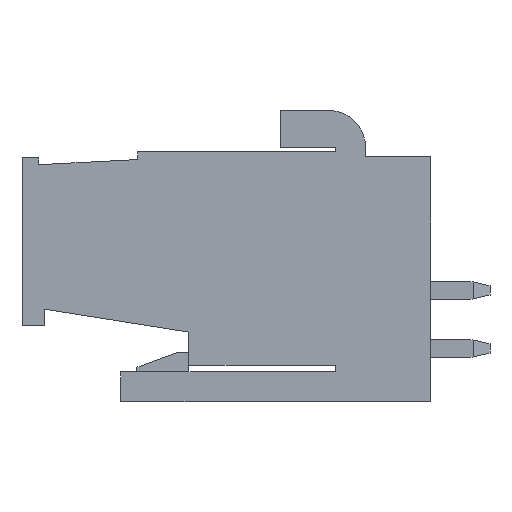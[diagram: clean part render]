
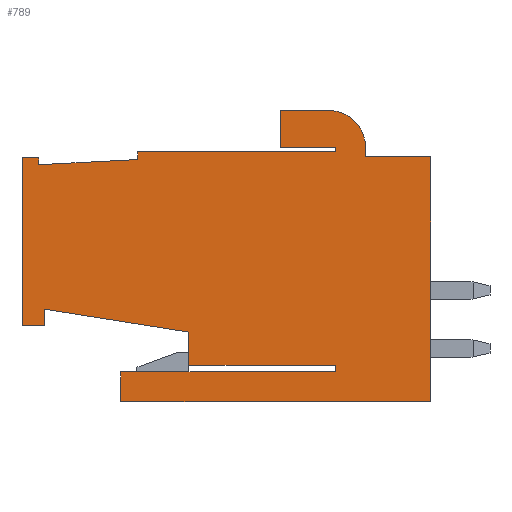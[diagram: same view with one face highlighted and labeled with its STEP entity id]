
A CAD part, left-side view. The second image highlights one B-rep face of the part: STEP entity #789.
In plain terms, the highlighted planar face has unit normal (-1, 0, 0).
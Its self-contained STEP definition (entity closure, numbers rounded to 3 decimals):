
#317=AXIS2_PLACEMENT_3D('Circle Axis2P3D',#315,#316,$) ;
#687=AXIS2_PLACEMENT_3D('Plane Axis2P3D',#684,#685,#686) ;
#40=CARTESIAN_POINT('Vertex',(-14.615,0.,13.2)) ;
#45=CARTESIAN_POINT('Line Origine',(-14.615,-1.755,13.2)) ;
#49=CARTESIAN_POINT('Vertex',(-14.615,-3.51,13.2)) ;
#136=CARTESIAN_POINT('Vertex',(-14.615,0.,13.7)) ;
#139=CARTESIAN_POINT('Line Origine',(-14.615,0.,13.45)) ;
#312=CARTESIAN_POINT('Vertex',(-14.615,2.,15.7)) ;
#315=CARTESIAN_POINT('Axis2P3D Location',(-14.615,2.,13.7)) ;
#343=CARTESIAN_POINT('Vertex',(-14.615,4.6,15.7)) ;
#346=CARTESIAN_POINT('Line Origine',(-14.615,3.3,15.7)) ;
#374=CARTESIAN_POINT('Vertex',(-14.615,4.6,13.7)) ;
#377=CARTESIAN_POINT('Line Origine',(-14.615,4.6,14.7)) ;
#405=CARTESIAN_POINT('Vertex',(-14.615,1.63,13.7)) ;
#408=CARTESIAN_POINT('Line Origine',(-14.615,3.115,13.7)) ;
#438=CARTESIAN_POINT('Vertex',(-14.615,1.63,1.6)) ;
#441=CARTESIAN_POINT('Line Origine',(-14.615,1.63,1.773)) ;
#445=CARTESIAN_POINT('Vertex',(-14.615,1.63,1.947)) ;
#460=CARTESIAN_POINT('Line Origine',(-14.615,1.63,13.588)) ;
#464=CARTESIAN_POINT('Vertex',(-14.615,1.63,13.477)) ;
#502=CARTESIAN_POINT('Vertex',(-14.615,13.2,1.6)) ;
#505=CARTESIAN_POINT('Line Origine',(-14.615,7.415,1.6)) ;
#567=CARTESIAN_POINT('Vertex',(-14.615,13.2,0.)) ;
#570=CARTESIAN_POINT('Line Origine',(-14.615,13.2,0.8)) ;
#591=CARTESIAN_POINT('Vertex',(-14.615,-3.51,0.)) ;
#596=CARTESIAN_POINT('Line Origine',(-14.615,4.845,0.)) ;
#650=CARTESIAN_POINT('Line Origine',(-14.615,-3.51,6.6)) ;
#684=CARTESIAN_POINT('Axis2P3D Location',(-14.615,0.,0.)) ;
#689=CARTESIAN_POINT('Line Origine',(-14.615,6.965,13.477)) ;
#693=CARTESIAN_POINT('Vertex',(-14.615,12.3,13.477)) ;
#696=CARTESIAN_POINT('Line Origine',(-14.615,12.3,13.264)) ;
#700=CARTESIAN_POINT('Vertex',(-14.615,12.3,13.052)) ;
#703=CARTESIAN_POINT('Line Origine',(-14.615,14.965,12.912)) ;
#707=CARTESIAN_POINT('Vertex',(-14.615,17.63,12.772)) ;
#710=CARTESIAN_POINT('Line Origine',(-14.615,17.63,12.96)) ;
#714=CARTESIAN_POINT('Vertex',(-14.615,17.63,13.147)) ;
#717=CARTESIAN_POINT('Line Origine',(-14.615,18.08,13.147)) ;
#721=CARTESIAN_POINT('Vertex',(-14.615,18.53,13.147)) ;
#724=CARTESIAN_POINT('Line Origine',(-14.615,18.53,8.612)) ;
#728=CARTESIAN_POINT('Vertex',(-14.615,18.53,4.077)) ;
#731=CARTESIAN_POINT('Line Origine',(-14.615,17.93,4.077)) ;
#735=CARTESIAN_POINT('Vertex',(-14.615,17.33,4.077)) ;
#738=CARTESIAN_POINT('Line Origine',(-14.615,17.33,4.529)) ;
#742=CARTESIAN_POINT('Vertex',(-14.615,17.33,4.982)) ;
#745=CARTESIAN_POINT('Line Origine',(-14.615,13.43,4.364)) ;
#749=CARTESIAN_POINT('Vertex',(-14.615,9.53,3.747)) ;
#752=CARTESIAN_POINT('Line Origine',(-14.615,9.53,2.847)) ;
#756=CARTESIAN_POINT('Vertex',(-14.615,9.53,1.947)) ;
#759=CARTESIAN_POINT('Line Origine',(-14.615,5.58,1.947)) ;
#46=DIRECTION('Vector Direction',(0.,-1.,0.)) ;
#140=DIRECTION('Vector Direction',(0.,0.,-1.)) ;
#316=DIRECTION('Axis2P3D Direction',(-1.,0.,0.)) ;
#347=DIRECTION('Vector Direction',(0.,-1.,0.)) ;
#378=DIRECTION('Vector Direction',(0.,0.,1.)) ;
#409=DIRECTION('Vector Direction',(0.,1.,0.)) ;
#442=DIRECTION('Vector Direction',(0.,0.,1.)) ;
#461=DIRECTION('Vector Direction',(0.,0.,1.)) ;
#506=DIRECTION('Vector Direction',(0.,-1.,0.)) ;
#571=DIRECTION('Vector Direction',(0.,0.,1.)) ;
#597=DIRECTION('Vector Direction',(0.,1.,0.)) ;
#651=DIRECTION('Vector Direction',(0.,0.,-1.)) ;
#685=DIRECTION('Axis2P3D Direction',(-1.,0.,0.)) ;
#686=DIRECTION('Axis2P3D XDirection',(0.,-1.,0.)) ;
#690=DIRECTION('Vector Direction',(0.,-1.,0.)) ;
#697=DIRECTION('Vector Direction',(0.,0.,-1.)) ;
#704=DIRECTION('Vector Direction',(0.,0.999,-0.052)) ;
#711=DIRECTION('Vector Direction',(0.,0.,-1.)) ;
#718=DIRECTION('Vector Direction',(0.,-1.,0.)) ;
#725=DIRECTION('Vector Direction',(0.,0.,1.)) ;
#732=DIRECTION('Vector Direction',(0.,1.,0.)) ;
#739=DIRECTION('Vector Direction',(0.,0.,-1.)) ;
#746=DIRECTION('Vector Direction',(0.,0.988,0.156)) ;
#753=DIRECTION('Vector Direction',(0.,0.,1.)) ;
#760=DIRECTION('Vector Direction',(0.,-1.,0.)) ;
#47=VECTOR('Line Direction',#46,1.) ;
#141=VECTOR('Line Direction',#140,1.) ;
#348=VECTOR('Line Direction',#347,1.) ;
#379=VECTOR('Line Direction',#378,1.) ;
#410=VECTOR('Line Direction',#409,1.) ;
#443=VECTOR('Line Direction',#442,1.) ;
#462=VECTOR('Line Direction',#461,1.) ;
#507=VECTOR('Line Direction',#506,1.) ;
#572=VECTOR('Line Direction',#571,1.) ;
#598=VECTOR('Line Direction',#597,1.) ;
#652=VECTOR('Line Direction',#651,1.) ;
#691=VECTOR('Line Direction',#690,1.) ;
#698=VECTOR('Line Direction',#697,1.) ;
#705=VECTOR('Line Direction',#704,1.) ;
#712=VECTOR('Line Direction',#711,1.) ;
#719=VECTOR('Line Direction',#718,1.) ;
#726=VECTOR('Line Direction',#725,1.) ;
#733=VECTOR('Line Direction',#732,1.) ;
#740=VECTOR('Line Direction',#739,1.) ;
#747=VECTOR('Line Direction',#746,1.) ;
#754=VECTOR('Line Direction',#753,1.) ;
#761=VECTOR('Line Direction',#760,1.) ;
#765=ORIENTED_EDGE('',*,*,#51,.T.) ;
#766=ORIENTED_EDGE('',*,*,#143,.T.) ;
#767=ORIENTED_EDGE('',*,*,#319,.T.) ;
#768=ORIENTED_EDGE('',*,*,#350,.T.) ;
#769=ORIENTED_EDGE('',*,*,#381,.T.) ;
#770=ORIENTED_EDGE('',*,*,#412,.T.) ;
#771=ORIENTED_EDGE('',*,*,#466,.T.) ;
#772=ORIENTED_EDGE('',*,*,#695,.F.) ;
#773=ORIENTED_EDGE('',*,*,#702,.F.) ;
#774=ORIENTED_EDGE('',*,*,#709,.F.) ;
#775=ORIENTED_EDGE('',*,*,#716,.F.) ;
#776=ORIENTED_EDGE('',*,*,#723,.F.) ;
#777=ORIENTED_EDGE('',*,*,#730,.F.) ;
#778=ORIENTED_EDGE('',*,*,#737,.F.) ;
#779=ORIENTED_EDGE('',*,*,#744,.F.) ;
#780=ORIENTED_EDGE('',*,*,#751,.F.) ;
#781=ORIENTED_EDGE('',*,*,#758,.F.) ;
#782=ORIENTED_EDGE('',*,*,#763,.F.) ;
#783=ORIENTED_EDGE('',*,*,#447,.T.) ;
#784=ORIENTED_EDGE('',*,*,#509,.T.) ;
#785=ORIENTED_EDGE('',*,*,#574,.T.) ;
#786=ORIENTED_EDGE('',*,*,#600,.T.) ;
#787=ORIENTED_EDGE('',*,*,#654,.T.) ;
#789=ADVANCED_FACE('PartBody',(#788),#688,.T.) ;
#318=CIRCLE('generated circle',#317,2.) ;
#51=EDGE_CURVE('',#50,#41,#48,.F.) ;
#143=EDGE_CURVE('',#41,#137,#142,.F.) ;
#319=EDGE_CURVE('',#137,#313,#318,.T.) ;
#350=EDGE_CURVE('',#313,#344,#349,.F.) ;
#381=EDGE_CURVE('',#344,#375,#380,.F.) ;
#412=EDGE_CURVE('',#375,#406,#411,.F.) ;
#447=EDGE_CURVE('',#446,#439,#444,.F.) ;
#466=EDGE_CURVE('',#406,#465,#463,.F.) ;
#509=EDGE_CURVE('',#439,#503,#508,.F.) ;
#574=EDGE_CURVE('',#503,#568,#573,.F.) ;
#600=EDGE_CURVE('',#568,#592,#599,.F.) ;
#654=EDGE_CURVE('',#592,#50,#653,.F.) ;
#695=EDGE_CURVE('',#694,#465,#692,.T.) ;
#702=EDGE_CURVE('',#701,#694,#699,.F.) ;
#709=EDGE_CURVE('',#708,#701,#706,.F.) ;
#716=EDGE_CURVE('',#715,#708,#713,.T.) ;
#723=EDGE_CURVE('',#722,#715,#720,.T.) ;
#730=EDGE_CURVE('',#729,#722,#727,.T.) ;
#737=EDGE_CURVE('',#736,#729,#734,.T.) ;
#744=EDGE_CURVE('',#743,#736,#741,.T.) ;
#751=EDGE_CURVE('',#750,#743,#748,.T.) ;
#758=EDGE_CURVE('',#757,#750,#755,.T.) ;
#763=EDGE_CURVE('',#446,#757,#762,.F.) ;
#764=EDGE_LOOP('',(#765,#766,#767,#768,#769,#770,#771,#772,#773,#774,#775,#776,#777,#778,#779,#780,#781,#782,#783,#784,#785,#786,#787)) ;
#788=FACE_OUTER_BOUND('',#764,.T.) ;
#48=LINE('Line',#45,#47) ;
#142=LINE('Line',#139,#141) ;
#349=LINE('Line',#346,#348) ;
#380=LINE('Line',#377,#379) ;
#411=LINE('Line',#408,#410) ;
#444=LINE('Line',#441,#443) ;
#463=LINE('Line',#460,#462) ;
#508=LINE('Line',#505,#507) ;
#573=LINE('Line',#570,#572) ;
#599=LINE('Line',#596,#598) ;
#653=LINE('Line',#650,#652) ;
#692=LINE('Line',#689,#691) ;
#699=LINE('Line',#696,#698) ;
#706=LINE('Line',#703,#705) ;
#713=LINE('Line',#710,#712) ;
#720=LINE('Line',#717,#719) ;
#727=LINE('Line',#724,#726) ;
#734=LINE('Line',#731,#733) ;
#741=LINE('Line',#738,#740) ;
#748=LINE('Line',#745,#747) ;
#755=LINE('Line',#752,#754) ;
#762=LINE('Line',#759,#761) ;
#688=PLANE('',#687) ;
#41=VERTEX_POINT('',#40) ;
#50=VERTEX_POINT('',#49) ;
#137=VERTEX_POINT('',#136) ;
#313=VERTEX_POINT('',#312) ;
#344=VERTEX_POINT('',#343) ;
#375=VERTEX_POINT('',#374) ;
#406=VERTEX_POINT('',#405) ;
#439=VERTEX_POINT('',#438) ;
#446=VERTEX_POINT('',#445) ;
#465=VERTEX_POINT('',#464) ;
#503=VERTEX_POINT('',#502) ;
#568=VERTEX_POINT('',#567) ;
#592=VERTEX_POINT('',#591) ;
#694=VERTEX_POINT('',#693) ;
#701=VERTEX_POINT('',#700) ;
#708=VERTEX_POINT('',#707) ;
#715=VERTEX_POINT('',#714) ;
#722=VERTEX_POINT('',#721) ;
#729=VERTEX_POINT('',#728) ;
#736=VERTEX_POINT('',#735) ;
#743=VERTEX_POINT('',#742) ;
#750=VERTEX_POINT('',#749) ;
#757=VERTEX_POINT('',#756) ;
